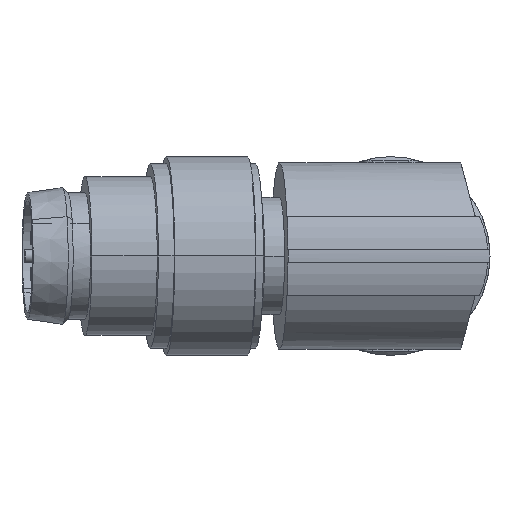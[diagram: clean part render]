
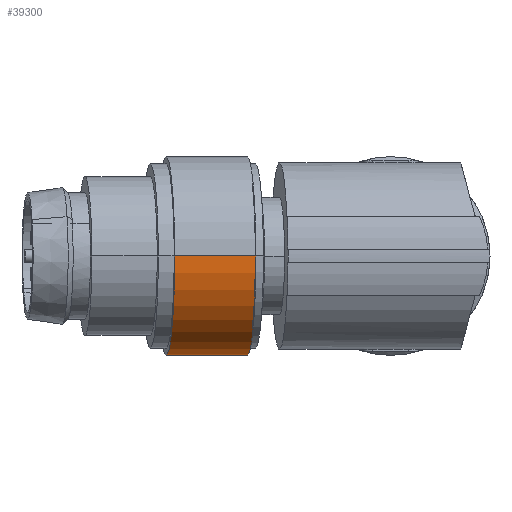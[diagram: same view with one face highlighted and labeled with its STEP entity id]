
A CAD part, left-side view. The second image highlights one B-rep face of the part: STEP entity #39300.
In plain terms, the highlighted cylindrical face has radius 5 mm (diameter 10 mm), a partial arc.
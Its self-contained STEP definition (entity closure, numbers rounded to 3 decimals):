
#38760=CARTESIAN_POINT('',(-23.325,7.219,
0.));
#38770=DIRECTION('',(0.087,-0.996,
0.));
#38780=DIRECTION('',(0.996,0.087,
0.));
#38790=AXIS2_PLACEMENT_3D('',#38760,#38770,#38780);
#38800=CIRCLE('',#38790,5.);
#38810=CARTESIAN_POINT('',(-18.344,7.654,
0.));
#38820=VERTEX_POINT('',#38810);
#38830=CARTESIAN_POINT('',(-28.306,6.783,
0.));
#38840=VERTEX_POINT('',#38830);
#38870=EDGE_CURVE('',#38840,#38820,#38800,.T.);
#38990=CARTESIAN_POINT('',(-23.308,7.029,
0.));
#39000=DIRECTION('',(0.087,-0.996,
0.));
#39010=DIRECTION('',(0.996,0.087,
0.));
#39020=AXIS2_PLACEMENT_3D('',#38990,#39000,#39010);
#39030=CYLINDRICAL_SURFACE('',#39020,5.);
#39040=CARTESIAN_POINT('',(-28.289,6.594,
0.));
#39050=DIRECTION('',(0.087,-0.996,
0.));
#39060=VECTOR('',#39050,1.);
#39070=LINE('',#39040,#39060);
#39080=CARTESIAN_POINT('',(-28.663,10.867,
0.));
#39090=VERTEX_POINT('',#39080);
#39100=EDGE_CURVE('',#39090,#38840,#39070,.T.);
#39110=ORIENTED_EDGE('',*,*,#39100,.F.);
#39120=ORIENTED_EDGE('',*,*,#38870,.F.);
#39130=CARTESIAN_POINT('',(-18.327,7.465,
0.));
#39140=DIRECTION('',(0.087,-0.996,
0.));
#39150=VECTOR('',#39140,1.);
#39160=LINE('',#39130,#39150);
#39170=CARTESIAN_POINT('',(-18.701,11.739,
0.));
#39180=VERTEX_POINT('',#39170);
#39190=EDGE_CURVE('',#39180,#38820,#39160,.T.);
#39200=ORIENTED_EDGE('',*,*,#39190,.T.);
#39210=CARTESIAN_POINT('',(-23.682,11.303,
0.));
#39220=DIRECTION('',(0.087,-0.996,
0.));
#39230=DIRECTION('',(0.996,0.087,
0.));
#39240=AXIS2_PLACEMENT_3D('',#39210,#39220,#39230);
#39250=CIRCLE('',#39240,5.);
#39260=EDGE_CURVE('',#39090,#39180,#39250,.T.);
#39270=ORIENTED_EDGE('',*,*,#39260,.T.);
#39280=EDGE_LOOP('',(#39270,#39200,#39120,#39110));
#39290=FACE_OUTER_BOUND('',#39280,.T.);
#39300=ADVANCED_FACE('',(#39290),#39030,.T.);
